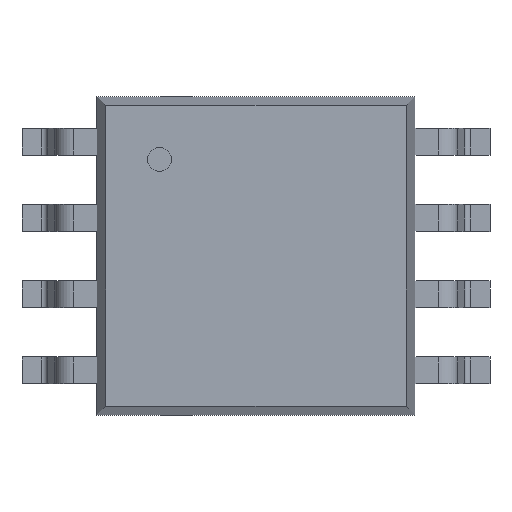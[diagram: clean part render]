
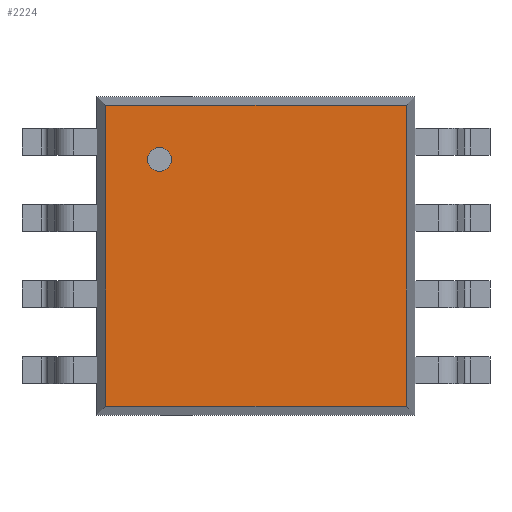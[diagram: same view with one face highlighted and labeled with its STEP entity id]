
A CAD part, top view. The second image highlights one B-rep face of the part: STEP entity #2224.
In plain terms, the highlighted planar face has unit normal (0, 0, 1).
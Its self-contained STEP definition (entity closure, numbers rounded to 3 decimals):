
#27=VECTOR('',#28,1.);
#28=DIRECTION('',(0.,-1.,0.));
#83=VECTOR('',#84,1.);
#84=DIRECTION('',(1.,0.,0.));
#90=VECTOR('',#91,1.);
#91=DIRECTION('',(0.,1.,0.));
#95=VECTOR('',#96,1.);
#96=DIRECTION('',(-1.,0.,0.));
#99=DIRECTION('',(0.,0.,-1.));
#100=DIRECTION('',(0.707,-0.707,0.));
#1233=VERTEX_POINT('',#1234);
#1234=CARTESIAN_POINT('',(2.508,2.508,2.16));
#1236=ORIENTED_EDGE('',*,*,#1237,.F.);
#1237=EDGE_CURVE('',#1238,#1233,#1240,.T.);
#1238=VERTEX_POINT('',#1239);
#1239=CARTESIAN_POINT('',(2.508,-2.508,2.16));
#1240=LINE('',#1239,#90);
#1251=VERTEX_POINT('',#1252);
#1252=CARTESIAN_POINT('',(-2.508,2.508,2.16));
#1254=ORIENTED_EDGE('',*,*,#1255,.F.);
#1255=EDGE_CURVE('',#1233,#1251,#1256,.T.);
#1256=LINE('',#1234,#95);
#1277=VERTEX_POINT('',#1278);
#1278=CARTESIAN_POINT('',(-2.508,-2.508,2.16));
#1280=ORIENTED_EDGE('',*,*,#1281,.F.);
#1281=EDGE_CURVE('',#1251,#1277,#1282,.T.);
#1282=LINE('',#1252,#27);
#1636=ORIENTED_EDGE('',*,*,#1637,.F.);
#1637=EDGE_CURVE('',#1277,#1238,#1638,.T.);
#1638=LINE('',#1278,#83);
#2224=ADVANCED_FACE('',(#2225,#2227),#2237,.F.);
#2225=FACE_BOUND('',#2226,.F.);
#2226=EDGE_LOOP('',(#1280,#1254,#1236,#1636));
#2227=FACE_BOUND('',#2228,.F.);
#2228=EDGE_LOOP('',(#2229));
#2229=ORIENTED_EDGE('',*,*,#2230,.F.);
#2230=EDGE_CURVE('',#2231,#2231,#2233,.T.);
#2231=VERTEX_POINT('',#2232);
#2232=CARTESIAN_POINT('',(-1.608,1.408,2.16));
#2233=CIRCLE('',#2234,0.2);
#2234=AXIS2_PLACEMENT_3D('',#2235,#2236,#28);
#2235=CARTESIAN_POINT('',(-1.608,1.608,2.16));
#2236=DIRECTION('',(0.,-0.,-1.));
#2237=PLANE('',#2238);
#2238=AXIS2_PLACEMENT_3D('',#1252,#99,#100);
